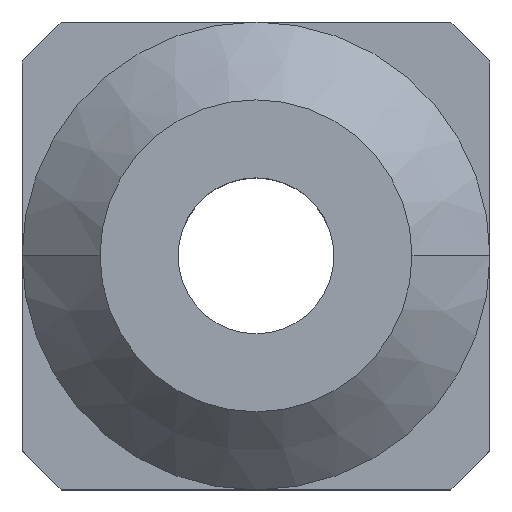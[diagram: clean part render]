
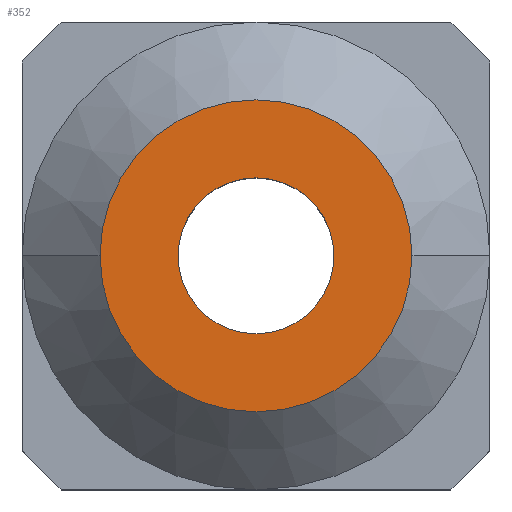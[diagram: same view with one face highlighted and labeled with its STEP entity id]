
A CAD part, top view. The second image highlights one B-rep face of the part: STEP entity #352.
In plain terms, the highlighted planar face has unit normal (0, 0, 1).
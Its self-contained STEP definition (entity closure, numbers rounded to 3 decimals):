
#2 = CIRCLE ( 'NONE', #175, 4. ) ;
#22 = CIRCLE ( 'NONE', #182, 2. ) ;
#29 = CIRCLE ( 'NONE', #181, 4. ) ;
#35 = CIRCLE ( 'NONE', #204, 2. ) ;
#86 = CARTESIAN_POINT ( 'NONE',  ( -10., 6., 3. ) ) ;
#92 = VERTEX_POINT ( 'NONE', #100 ) ;
#100 = CARTESIAN_POINT ( 'NONE',  ( -8., 6., 3. ) ) ;
#108 = CARTESIAN_POINT ( 'NONE',  ( -4., 6., 3. ) ) ;
#109 = VERTEX_POINT ( 'NONE', #108 ) ;
#117 = VERTEX_POINT ( 'NONE', #127 ) ;
#121 = VERTEX_POINT ( 'NONE', #86 ) ;
#127 = CARTESIAN_POINT ( 'NONE',  ( -2., 6., 3. ) ) ;
#138 = EDGE_CURVE ( 'NONE', #117, #121, #2, .T. ) ;
#160 = AXIS2_PLACEMENT_3D ( 'NONE', #469, #470, #471 ) ;
#175 = AXIS2_PLACEMENT_3D ( 'NONE', #529, #526, #531 ) ;
#181 = AXIS2_PLACEMENT_3D ( 'NONE', #328, #329, #330 ) ;
#182 = AXIS2_PLACEMENT_3D ( 'NONE', #319, #320, #321 ) ;
#189 = EDGE_CURVE ( 'NONE', #92, #109, #22, .T. ) ;
#193 = EDGE_CURVE ( 'NONE', #121, #117, #29, .T. ) ;
#198 = EDGE_CURVE ( 'NONE', #109, #92, #35, .T. ) ;
#204 = AXIS2_PLACEMENT_3D ( 'NONE', #300, #301, #302 ) ;
#254 = FACE_BOUND ( 'NONE', #670, .T. ) ;
#256 = FACE_OUTER_BOUND ( 'NONE', #671, .T. ) ;
#300 = CARTESIAN_POINT ( 'NONE',  ( -6., 6., 3. ) ) ;
#301 = DIRECTION ( 'NONE',  ( 0., 0., 1. ) ) ;
#302 = DIRECTION ( 'NONE',  ( -1., 0., 0. ) ) ;
#319 = CARTESIAN_POINT ( 'NONE',  ( -6., 6., 3. ) ) ;
#320 = DIRECTION ( 'NONE',  ( 0., 0., 1. ) ) ;
#321 = DIRECTION ( 'NONE',  ( -1., 0., 0. ) ) ;
#328 = CARTESIAN_POINT ( 'NONE',  ( -6., 6., 3. ) ) ;
#329 = DIRECTION ( 'NONE',  ( 0., 0., 1. ) ) ;
#330 = DIRECTION ( 'NONE',  ( -1., 0., 0. ) ) ;
#352 = ADVANCED_FACE ( 'NONE', ( #254, #256 ), #468, .T. ) ;
#468 = PLANE ( 'NONE',  #160 ) ;
#469 = CARTESIAN_POINT ( 'NONE',  ( -10.048, 1.952, 3. ) ) ;
#470 = DIRECTION ( 'NONE',  ( 0., 0., 1. ) ) ;
#471 = DIRECTION ( 'NONE',  ( 1., 0., 0. ) ) ;
#526 = DIRECTION ( 'NONE',  ( 0., 0., 1. ) ) ;
#529 = CARTESIAN_POINT ( 'NONE',  ( -6., 6., 3. ) ) ;
#531 = DIRECTION ( 'NONE',  ( -1., 0., 0. ) ) ;
#552 = ORIENTED_EDGE ( 'NONE', *, *, #189, .F. ) ;
#553 = ORIENTED_EDGE ( 'NONE', *, *, #198, .F. ) ;
#554 = ORIENTED_EDGE ( 'NONE', *, *, #193, .T. ) ;
#555 = ORIENTED_EDGE ( 'NONE', *, *, #138, .T. ) ;
#670 = EDGE_LOOP ( 'NONE', ( #552, #553 ) ) ;
#671 = EDGE_LOOP ( 'NONE', ( #554, #555 ) ) ;
